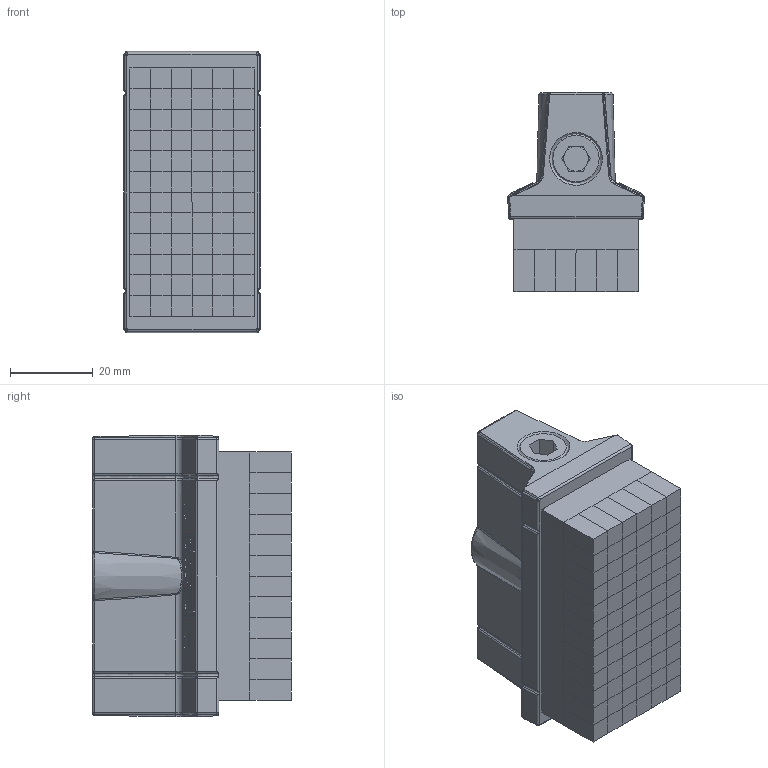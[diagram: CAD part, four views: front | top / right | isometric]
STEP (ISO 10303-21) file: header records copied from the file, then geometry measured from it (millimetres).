
FILE_DESCRIPTION(/* description */ ('Schmierbürste Schaumstoff bis +80 °C 60 x 30 mm G1/4i'),/* implementation_level */ '2;1');
FILE_NAME(/* name */ 'anbue52_117436.stp',/* time_stamp */ '2022-07-29T08:07:49+02:00',/* author */ ('002245'),/* organization */ (''),/* preprocessor_version */ 'ST-DEVELOPER v18.1',/* originating_system */ 'Autodesk Inventor 2022',/* authorisation */ '');
FILE_SCHEMA (('CONFIG_CONTROL_DESIGN'));
Length unit declared in the file: millimetre
Products named in the file (5): anbue52; anbue49; anbue49_p01; anbue49_p02; anvsr01
Assembly tree (4 placements, depth 3):
  anbue52
    anbue49
      anbue49_p01
      anbue49_p02
    anvsr01
Bounding box: 32.99 x 48 x 68 mm (x, y, z)
Volume: 68617.2 mm3; surface area: 19701.8 mm2
Topology: 3 solids, 3 shells, 662 faces, 1597 edges, 973 vertices
Faces by surface type: plane 317, bspline 187, cylinder 109, sphere 30, cone 12, torus 7
Full cylindrical faces by diameter (mm): 2 x6, 5 x2, 6 x2, 11.445 x2, 13.16 x1
Entity records: 23977 total; most frequent: CARTESIAN_POINT 9270, ORIENTED_EDGE 3192, DIRECTION 2669, EDGE_CURVE 1596, VERTEX_POINT 973, LINE 921, VECTOR 921, AXIS2_PLACEMENT_3D 874
